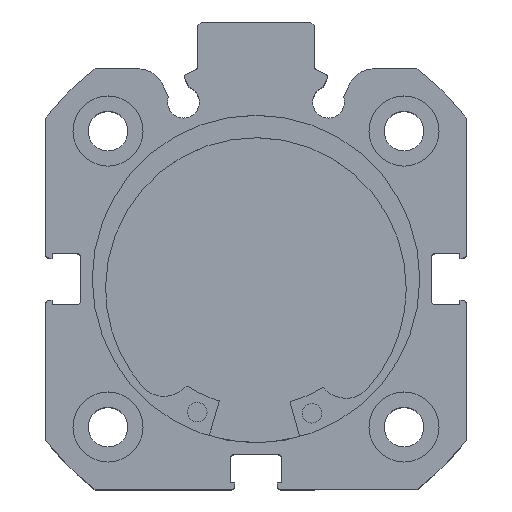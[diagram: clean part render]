
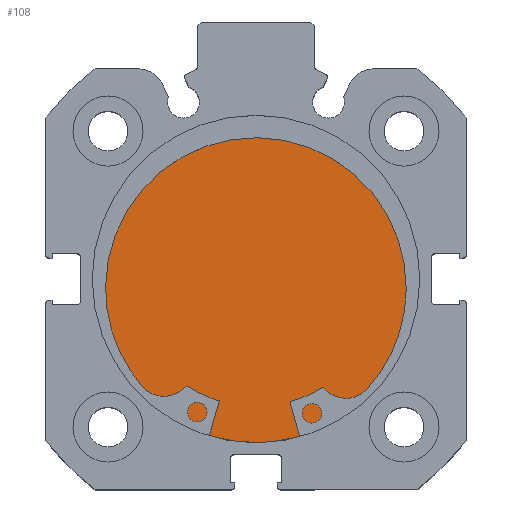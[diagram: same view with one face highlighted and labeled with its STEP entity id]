
A CAD part, top view. The second image highlights one B-rep face of the part: STEP entity #108.
In plain terms, the highlighted face is planar.
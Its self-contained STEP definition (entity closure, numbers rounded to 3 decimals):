
#108 = ADVANCED_FACE ( 'NONE', ( #3502 ), #4013, .F. ) ;
#571 = CIRCLE ( 'NONE', #2802, 21. ) ;
#2117 = CIRCLE ( 'NONE', #2727, 21. ) ;
#2507 = EDGE_CURVE ( 'NONE', #4165, #4140, #2117, .T. ) ;
#2727 = AXIS2_PLACEMENT_3D ( 'NONE', #4947, #4935, #4933 ) ;
#2748 = EDGE_CURVE ( 'NONE', #4140, #4165, #571, .T. ) ;
#2802 = AXIS2_PLACEMENT_3D ( 'NONE', #5771, #5772, #5773 ) ;
#2926 = AXIS2_PLACEMENT_3D ( 'NONE', #4014, #4008, #4006 ) ;
#3231 = EDGE_LOOP ( 'NONE', ( #3425, #3424 ) ) ;
#3424 = ORIENTED_EDGE ( 'NONE', *, *, #2748, .F. ) ;
#3425 = ORIENTED_EDGE ( 'NONE', *, *, #2507, .F. ) ;
#3502 = FACE_OUTER_BOUND ( 'NONE', #3231, .T. ) ;
#4006 = DIRECTION ( 'NONE',  ( 0., 0., 1. ) ) ;
#4008 = DIRECTION ( 'NONE',  ( -1., 0., 0. ) ) ;
#4013 = PLANE ( 'NONE',  #2926 ) ;
#4014 = CARTESIAN_POINT ( 'NONE',  ( 8.5, 21., 0. ) ) ;
#4140 = VERTEX_POINT ( 'NONE', #6231 ) ;
#4165 = VERTEX_POINT ( 'NONE', #6256 ) ;
#4933 = DIRECTION ( 'NONE',  ( 0., 0., 1. ) ) ;
#4935 = DIRECTION ( 'NONE',  ( -1., 0., 0. ) ) ;
#4947 = CARTESIAN_POINT ( 'NONE',  ( 8.5, 0., 0. ) ) ;
#5771 = CARTESIAN_POINT ( 'NONE',  ( 8.5, 0., 0. ) ) ;
#5772 = DIRECTION ( 'NONE',  ( -1., 0., 0. ) ) ;
#5773 = DIRECTION ( 'NONE',  ( 0., 0., 1. ) ) ;
#6231 = CARTESIAN_POINT ( 'NONE',  ( 8.5, 0., -21. ) ) ;
#6256 = CARTESIAN_POINT ( 'NONE',  ( 8.5, 0., 21. ) ) ;
